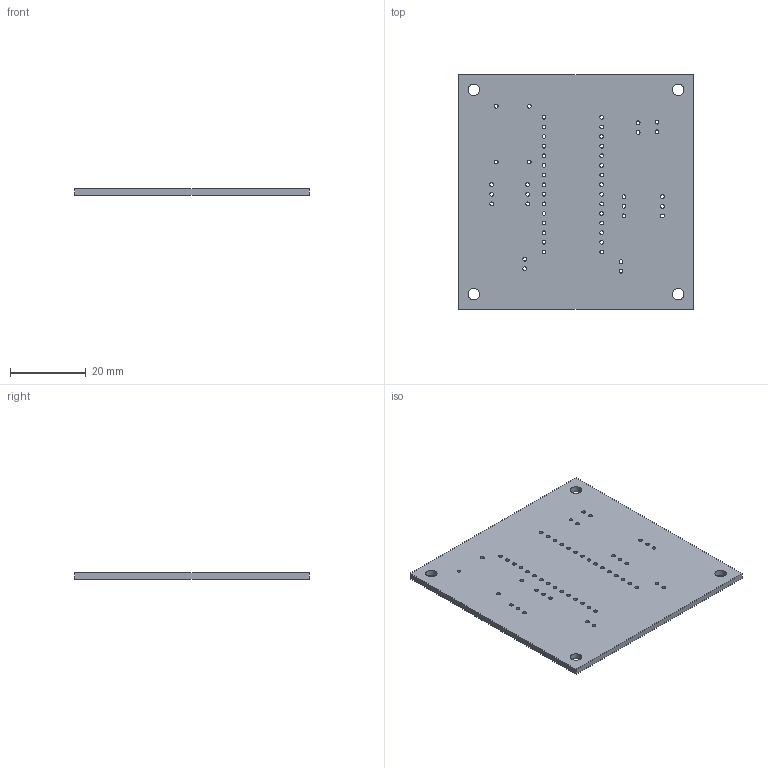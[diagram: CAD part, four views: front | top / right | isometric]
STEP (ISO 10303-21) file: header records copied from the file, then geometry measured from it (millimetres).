
FILE_DESCRIPTION(('KiCad electronic assembly'),'2;1');
FILE_NAME('Eurobot_autonomous.step','2025-04-11T11:07:38',('Pcbnew'),( 'Kicad'),'Open CASCADE STEP processor 7.5','KiCad to STEP converter' ,'Unknown');
FILE_SCHEMA(('AUTOMOTIVE_DESIGN { 1 0 10303 214 1 1 1 1 }'));
Length unit declared in the file: millimetre
Products named in the file (2): Eurobot_autonomous 1; Eurobot_autonomous PCB
Assembly tree (1 placements, depth 2):
  Eurobot_autonomous 1
    Eurobot_autonomous PCB
Bounding box: 62 x 62 x 1.6 mm (x, y, z)
Volume: 6037.3 mm3; surface area: 8275.2 mm2
Topology: 1 solids, 1 shells, 64 faces, 186 edges, 124 vertices
Faces by surface type: cylinder 58, plane 6
Full cylindrical faces by diameter (mm): 1 x54, 3 x4
Entity records: 5231 total; most frequent: CARTESIAN_POINT 1444, DIRECTION 690, ORIENTED_EDGE 372, PCURVE 372, DEFINITIONAL_REPRESENTATION 372, LINE 326, VECTOR 326, EDGE_CURVE 186
